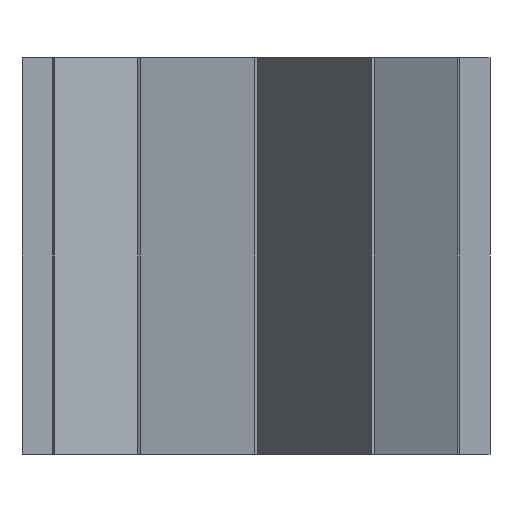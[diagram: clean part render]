
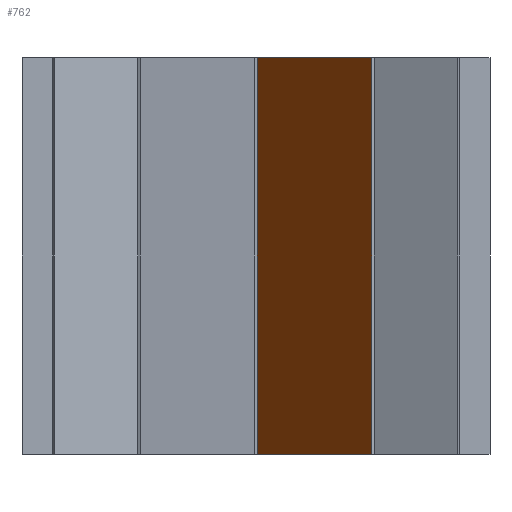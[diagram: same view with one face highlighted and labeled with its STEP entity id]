
A CAD part, front view. The second image highlights one B-rep face of the part: STEP entity #762.
In plain terms, the highlighted planar face has unit normal (-0.866, -0.5, 0).
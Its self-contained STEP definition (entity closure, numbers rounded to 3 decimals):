
#36=FACE_OUTER_BOUND('',#74,.T.);
#74=EDGE_LOOP('',(#571,#572,#573,#574));
#154=LINE('',#1146,#262);
#155=LINE('',#1149,#263);
#156=LINE('',#1151,#264);
#157=LINE('',#1152,#265);
#262=VECTOR('',#938,10.);
#263=VECTOR('',#941,10.);
#264=VECTOR('',#942,10.);
#265=VECTOR('',#943,10.);
#349=VERTEX_POINT('',#1142);
#350=VERTEX_POINT('',#1144);
#351=VERTEX_POINT('',#1148);
#352=VERTEX_POINT('',#1150);
#442=EDGE_CURVE('',#349,#350,#154,.T.);
#443=EDGE_CURVE('',#349,#351,#155,.T.);
#444=EDGE_CURVE('',#352,#350,#156,.T.);
#445=EDGE_CURVE('',#351,#352,#157,.T.);
#571=ORIENTED_EDGE('',*,*,#443,.F.);
#572=ORIENTED_EDGE('',*,*,#442,.T.);
#573=ORIENTED_EDGE('',*,*,#444,.F.);
#574=ORIENTED_EDGE('',*,*,#445,.F.);
#724=PLANE('',#814);
#762=ADVANCED_FACE('',(#36),#724,.T.);
#814=AXIS2_PLACEMENT_3D('',#1147,#939,#940);
#938=DIRECTION('',(0.,0.,1.));
#939=DIRECTION('center_axis',(-0.866,-0.5,0.));
#940=DIRECTION('ref_axis',(0.5,-0.866,0.));
#941=DIRECTION('',(-0.5,0.866,0.));
#942=DIRECTION('',(0.5,-0.866,0.));
#943=DIRECTION('',(0.,0.,1.));
#1142=CARTESIAN_POINT('',(38.666,-67.971,0.));
#1144=CARTESIAN_POINT('',(38.666,-67.971,132.557));
#1146=CARTESIAN_POINT('',(38.666,-67.971,0.));
#1147=CARTESIAN_POINT('Origin',(0.5,-1.866,0.));
#1148=CARTESIAN_POINT('',(0.5,-1.866,0.));
#1149=CARTESIAN_POINT('',(38.666,-67.971,0.));
#1150=CARTESIAN_POINT('',(0.5,-1.866,132.557));
#1151=CARTESIAN_POINT('',(38.666,-67.971,132.557));
#1152=CARTESIAN_POINT('',(0.5,-1.866,0.));
